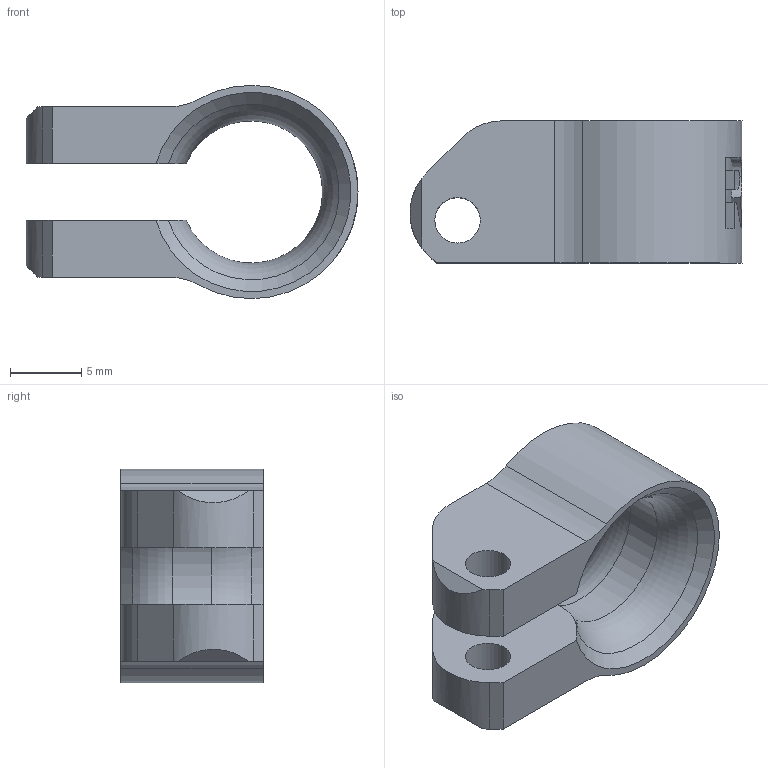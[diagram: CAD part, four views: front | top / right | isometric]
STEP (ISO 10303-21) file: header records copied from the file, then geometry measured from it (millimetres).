
FILE_DESCRIPTION(/* description */ (''),/* implementation_level */ '2;1');
FILE_NAME(/* name */ 'MINI-fan-spacer-clip.stp',/* time_stamp */ '2020-01-22T16:20:33+01:00',/* author */ ('Robert Turinsky'),/* organization */ (''),/* preprocessor_version */ 'ST-DEVELOPER v17.2',/* originating_system */ 'Autodesk Inventor 2019',/* authorisation */ '');
FILE_SCHEMA (('AUTOMOTIVE_DESIGN { 1 0 10303 214 3 1 1 }'));
Length unit declared in the file: millimetre
Products named in the file (1): fan-spacer-clip
Bounding box: 23.34 x 10 x 15 mm (x, y, z)
Volume: 1309.8 mm3; surface area: 1379.8 mm2
Topology: 1 solids, 1 shells, 62 faces, 171 edges, 114 vertices
Faces by surface type: plane 27, bspline 18, cylinder 13, torus 2, cone 2
Full cylindrical faces by diameter (mm): 3.2 x2
Entity records: 2506 total; most frequent: CARTESIAN_POINT 970, ORIENTED_EDGE 342, DIRECTION 263, EDGE_CURVE 171, VERTEX_POINT 114, AXIS2_PLACEMENT_3D 91, LINE 81, VECTOR 81
